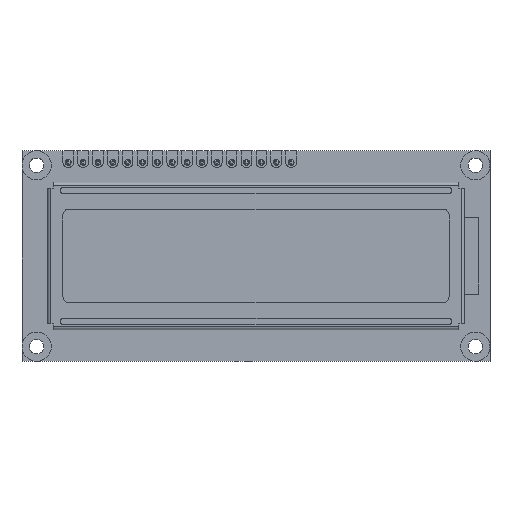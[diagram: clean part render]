
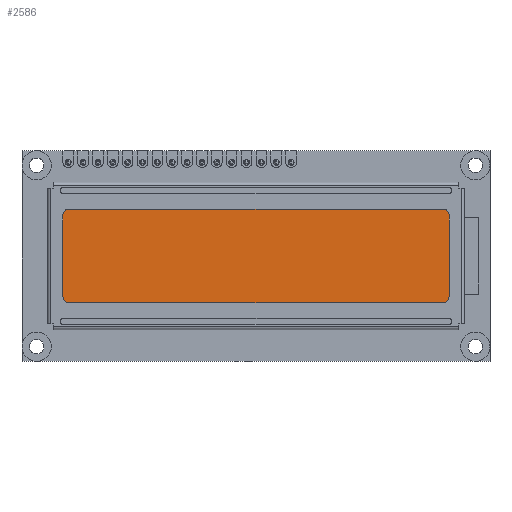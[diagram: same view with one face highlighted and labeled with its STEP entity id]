
A CAD part, top view. The second image highlights one B-rep face of the part: STEP entity #2586.
In plain terms, the highlighted face is planar.
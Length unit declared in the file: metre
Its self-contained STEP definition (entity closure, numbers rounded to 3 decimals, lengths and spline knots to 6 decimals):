
#2586 = ADVANCED_FACE( '', ( #4974 ), #4975, .T. );
#4974 = FACE_OUTER_BOUND( '', #7701, .T. );
#4975 = PLANE( '', #7702 );
#7701 = EDGE_LOOP( '', ( #11995, #11996, #11997, #11998, #11999, #12000, #12001, #12002 ) );
#7702 = AXIS2_PLACEMENT_3D( '', #12003, #12004, #12005 );
#11995 = ORIENTED_EDGE( '', *, *, #18160, .F. );
#11996 = ORIENTED_EDGE( '', *, *, #18161, .F. );
#11997 = ORIENTED_EDGE( '', *, *, #17593, .F. );
#11998 = ORIENTED_EDGE( '', *, *, #17190, .F. );
#11999 = ORIENTED_EDGE( '', *, *, #18162, .F. );
#12000 = ORIENTED_EDGE( '', *, *, #18163, .F. );
#12001 = ORIENTED_EDGE( '', *, *, #18164, .F. );
#12002 = ORIENTED_EDGE( '', *, *, #18165, .F. );
#12003 = CARTESIAN_POINT( '', ( -0.032, -0.007, 0. ) );
#12004 = DIRECTION( '', ( 0., 0., -1. ) );
#12005 = DIRECTION( '', ( -1., 0., 0. ) );
#17190 = EDGE_CURVE( '', #20365, #20366, #20367, .T. );
#17593 = EDGE_CURVE( '', #20366, #21047, #21048, .T. );
#18160 = EDGE_CURVE( '', #21926, #21927, #21928, .T. );
#18161 = EDGE_CURVE( '', #21047, #21926, #21929, .T. );
#18162 = EDGE_CURVE( '', #21930, #20365, #21931, .T. );
#18163 = EDGE_CURVE( '', #21932, #21930, #21933, .T. );
#18164 = EDGE_CURVE( '', #21934, #21932, #21935, .T. );
#18165 = EDGE_CURVE( '', #21927, #21934, #21936, .T. );
#20365 = VERTEX_POINT( '', #24843 );
#20366 = VERTEX_POINT( '', #24844 );
#20367 = LINE( '', #24845, #24846 );
#21047 = VERTEX_POINT( '', #25812 );
#21048 = CIRCLE( '', #25813, 0.001 );
#21926 = VERTEX_POINT( '', #27081 );
#21927 = VERTEX_POINT( '', #27082 );
#21928 = CIRCLE( '', #27083, 0.001 );
#21929 = LINE( '', #27084, #27085 );
#21930 = VERTEX_POINT( '', #27086 );
#21931 = CIRCLE( '', #27087, 0.001 );
#21932 = VERTEX_POINT( '', #27088 );
#21933 = LINE( '', #27089, #27090 );
#21934 = VERTEX_POINT( '', #27091 );
#21935 = CIRCLE( '', #27092, 0.001 );
#21936 = LINE( '', #27093, #27094 );
#24843 = CARTESIAN_POINT( '', ( 0.032, 0.008, 0. ) );
#24844 = CARTESIAN_POINT( '', ( -0.032, 0.008, 0. ) );
#24845 = CARTESIAN_POINT( '', ( 0.032, 0.008, 0. ) );
#24846 = VECTOR( '', #30051, 1. );
#25812 = CARTESIAN_POINT( '', ( -0.033, 0.007, 0. ) );
#25813 = AXIS2_PLACEMENT_3D( '', #30464, #30465, #30466 );
#27081 = CARTESIAN_POINT( '', ( -0.033, -0.007, 0. ) );
#27082 = CARTESIAN_POINT( '', ( -0.032, -0.008, 0. ) );
#27083 = AXIS2_PLACEMENT_3D( '', #30980, #30981, #30982 );
#27084 = CARTESIAN_POINT( '', ( -0.033, 0.007, 0. ) );
#27085 = VECTOR( '', #30983, 1. );
#27086 = CARTESIAN_POINT( '', ( 0.033, 0.007, 0. ) );
#27087 = AXIS2_PLACEMENT_3D( '', #30984, #30985, #30986 );
#27088 = CARTESIAN_POINT( '', ( 0.033, -0.007, 0. ) );
#27089 = CARTESIAN_POINT( '', ( 0.033, 0.007, 0. ) );
#27090 = VECTOR( '', #30987, 1. );
#27091 = CARTESIAN_POINT( '', ( 0.032, -0.008, 0. ) );
#27092 = AXIS2_PLACEMENT_3D( '', #30988, #30989, #30990 );
#27093 = CARTESIAN_POINT( '', ( 0.032, -0.008, 0. ) );
#27094 = VECTOR( '', #30991, 1. );
#30051 = DIRECTION( '', ( -1., 0., 0. ) );
#30464 = CARTESIAN_POINT( '', ( -0.032, 0.007, 0. ) );
#30465 = DIRECTION( '', ( 0., 0., 1. ) );
#30466 = DIRECTION( '', ( 1., 0., 0. ) );
#30980 = CARTESIAN_POINT( '', ( -0.032, -0.007, 0. ) );
#30981 = DIRECTION( '', ( 0., 0., 1. ) );
#30982 = DIRECTION( '', ( -1., 0., 0. ) );
#30983 = DIRECTION( '', ( 0., -1., 0. ) );
#30984 = CARTESIAN_POINT( '', ( 0.032, 0.007, 0. ) );
#30985 = DIRECTION( '', ( 0., 0., 1. ) );
#30986 = DIRECTION( '', ( -1., 0., 0. ) );
#30987 = DIRECTION( '', ( 0., 1., 0. ) );
#30988 = CARTESIAN_POINT( '', ( 0.032, -0.007, 0. ) );
#30989 = DIRECTION( '', ( 0., 0., 1. ) );
#30990 = DIRECTION( '', ( -1., 0., 0. ) );
#30991 = DIRECTION( '', ( 1., 0., 0. ) );
